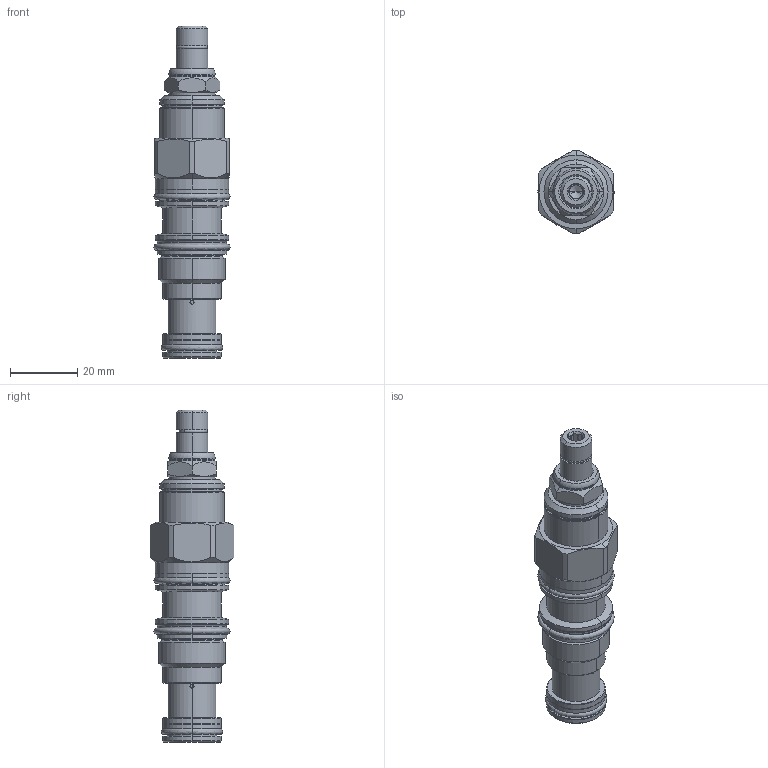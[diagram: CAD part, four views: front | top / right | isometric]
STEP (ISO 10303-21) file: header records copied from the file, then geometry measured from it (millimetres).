
FILE_DESCRIPTION((''),'2;1');
FILE_NAME('QPAB-LAN_PRT','2014-12-01T',('Administrator'),(''),'PRO/ENGINEER BY PARAMETRIC TECHNOLOGY CORPORATION, 2006240','PRO/ENGINEER BY PARAMETRIC TECHNOLOGY CORPORATION, 2006240','');
FILE_SCHEMA(('CONFIG_CONTROL_DESIGN'));
Length unit declared in the file: inch
Products named in the file (1): QPAB-LAN_PRT
Bounding box: 22.55 x 24.84 x 98.4 mm (x, y, z)
Volume: 23861.2 mm3; surface area: 9281.2 mm2
Topology: 4 solids, 5 shells, 249 faces, 560 edges, 335 vertices
Faces by surface type: cylinder 89, plane 61, cone 52, torus 35, revolution 12
Entity records: 8580 total; most frequent: CARTESIAN_POINT 2894, DIRECTION 1260, ORIENTED_EDGE 1116, EDGE_CURVE 558, AXIS2_PLACEMENT_3D 529, VERTEX_POINT 335, CIRCLE 292, EDGE_LOOP 281
